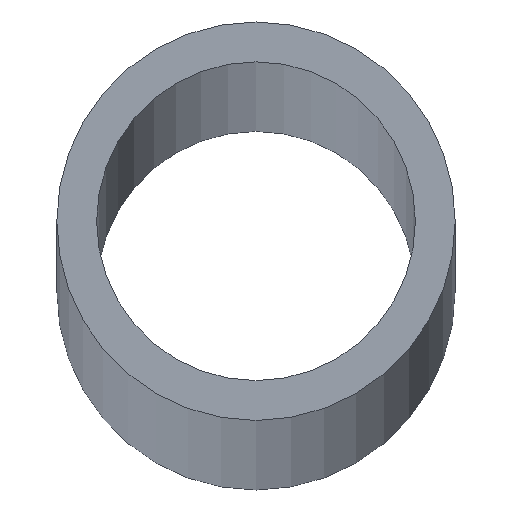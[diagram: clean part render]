
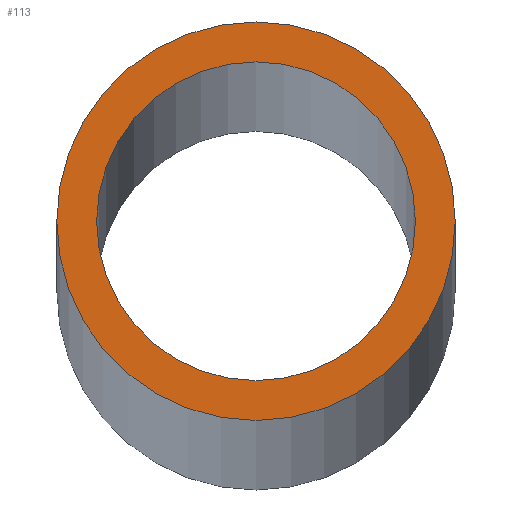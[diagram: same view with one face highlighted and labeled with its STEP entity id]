
A CAD part, top view. The second image highlights one B-rep face of the part: STEP entity #113.
In plain terms, the highlighted planar face has unit normal (0, 0, 1).
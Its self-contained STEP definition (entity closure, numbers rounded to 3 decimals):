
#13 = CARTESIAN_POINT ( 'NONE',  ( 4., 0., 1000. ) ) ;
#18 = EDGE_CURVE ( 'NONE', #101, #86, #200, .T. ) ;
#25 = EDGE_CURVE ( 'NONE', #86, #101, #57, .T. ) ;
#43 = CIRCLE ( 'NONE', #198, 5. ) ;
#45 = AXIS2_PLACEMENT_3D ( 'NONE', #218, #103, #221 ) ;
#50 = ORIENTED_EDGE ( 'NONE', *, *, #25, .F. ) ;
#56 = DIRECTION ( 'NONE',  ( 0., 0., 1. ) ) ;
#57 = CIRCLE ( 'NONE', #102, 4. ) ;
#72 = FACE_OUTER_BOUND ( 'NONE', #136, .T. ) ;
#73 = CARTESIAN_POINT ( 'NONE',  ( 0., 0., 1000. ) ) ;
#74 = DIRECTION ( 'NONE',  ( 1., 0., 0. ) ) ;
#79 = CARTESIAN_POINT ( 'NONE',  ( 0., 0., 1000. ) ) ;
#80 = VERTEX_POINT ( 'NONE', #92 ) ;
#83 = CIRCLE ( 'NONE', #45, 5. ) ;
#86 = VERTEX_POINT ( 'NONE', #139 ) ;
#92 = CARTESIAN_POINT ( 'NONE',  ( 5., 0., 1000. ) ) ;
#101 = VERTEX_POINT ( 'NONE', #13 ) ;
#102 = AXIS2_PLACEMENT_3D ( 'NONE', #210, #56, #160 ) ;
#103 = DIRECTION ( 'NONE',  ( 0., 0., 1. ) ) ;
#106 = VERTEX_POINT ( 'NONE', #173 ) ;
#108 = ORIENTED_EDGE ( 'NONE', *, *, #191, .T. ) ;
#113 = ADVANCED_FACE ( 'NONE', ( #72, #215 ), #246, .T. ) ;
#136 = EDGE_LOOP ( 'NONE', ( #150, #108 ) ) ;
#139 = CARTESIAN_POINT ( 'NONE',  ( -4., 0., 1000. ) ) ;
#143 = DIRECTION ( 'NONE',  ( 0., 0., 1. ) ) ;
#147 = DIRECTION ( 'NONE',  ( 1., 0., 0. ) ) ;
#150 = ORIENTED_EDGE ( 'NONE', *, *, #199, .T. ) ;
#158 = DIRECTION ( 'NONE',  ( 0., 0., 1. ) ) ;
#160 = DIRECTION ( 'NONE',  ( 1., 0., 0. ) ) ;
#163 = EDGE_LOOP ( 'NONE', ( #50, #170 ) ) ;
#170 = ORIENTED_EDGE ( 'NONE', *, *, #18, .F. ) ;
#173 = CARTESIAN_POINT ( 'NONE',  ( -5., 0., 1000. ) ) ;
#191 = EDGE_CURVE ( 'NONE', #80, #106, #43, .T. ) ;
#198 = AXIS2_PLACEMENT_3D ( 'NONE', #79, #222, #147 ) ;
#199 = EDGE_CURVE ( 'NONE', #106, #80, #83, .T. ) ;
#200 = CIRCLE ( 'NONE', #238, 4. ) ;
#210 = CARTESIAN_POINT ( 'NONE',  ( 0., 0., 1000. ) ) ;
#215 = FACE_BOUND ( 'NONE', #163, .T. ) ;
#218 = CARTESIAN_POINT ( 'NONE',  ( 0., 0., 1000. ) ) ;
#221 = DIRECTION ( 'NONE',  ( 1., 0., 0. ) ) ;
#222 = DIRECTION ( 'NONE',  ( 0., 0., 1. ) ) ;
#231 = DIRECTION ( 'NONE',  ( 1., 0., 0. ) ) ;
#238 = AXIS2_PLACEMENT_3D ( 'NONE', #73, #158, #231 ) ;
#242 = AXIS2_PLACEMENT_3D ( 'NONE', #248, #143, #74 ) ;
#246 = PLANE ( 'NONE',  #242 ) ;
#248 = CARTESIAN_POINT ( 'NONE',  ( 0., 0., 1000. ) ) ;
